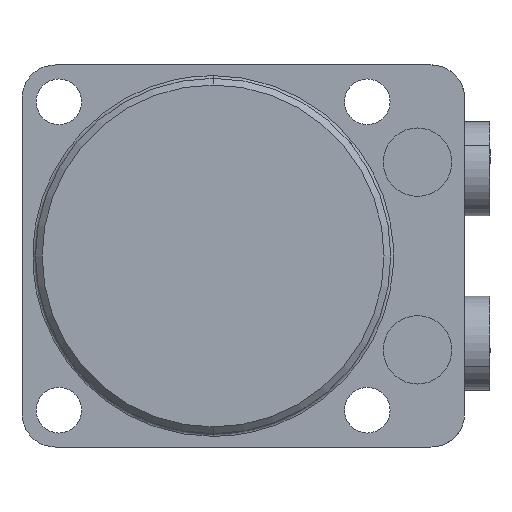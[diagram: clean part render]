
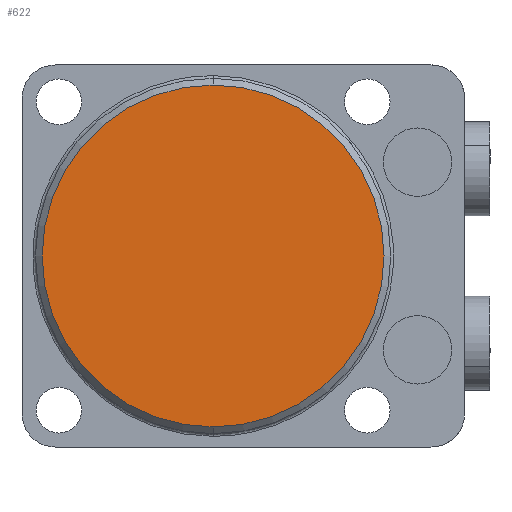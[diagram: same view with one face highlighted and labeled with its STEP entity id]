
A CAD part, front view. The second image highlights one B-rep face of the part: STEP entity #622.
In plain terms, the highlighted planar face has unit normal (0, -1, 0).
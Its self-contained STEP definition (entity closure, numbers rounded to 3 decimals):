
#404 = DIRECTION ( 'NONE',  ( 0., 0., -1. ) ) ;
#422 = DIRECTION ( 'NONE',  ( 0., -1., 0. ) ) ;
#494 = CARTESIAN_POINT ( 'NONE',  ( 0., -66.5, 0. ) ) ;
#518 = PLANE ( 'NONE',  #2840 ) ;
#557 = EDGE_CURVE ( 'NONE', #4236, #871, #1459, .T. ) ;
#587 = EDGE_CURVE ( 'NONE', #871, #4236, #732, .T. ) ;
#622 = ADVANCED_FACE ( 'NONE', ( #2163 ), #518, .T. ) ;
#732 = CIRCLE ( 'NONE', #2806, 25.5 ) ;
#871 = VERTEX_POINT ( 'NONE', #1573 ) ;
#1242 = EDGE_LOOP ( 'NONE', ( #3159, #3152 ) ) ;
#1459 = CIRCLE ( 'NONE', #2791, 25.5 ) ;
#1573 = CARTESIAN_POINT ( 'NONE',  ( 0., -66.5, -25.5 ) ) ;
#2163 = FACE_OUTER_BOUND ( 'NONE', #1242, .T. ) ;
#2386 = DIRECTION ( 'NONE',  ( 0., 0., 1. ) ) ;
#2387 = DIRECTION ( 'NONE',  ( 0., 1., 0. ) ) ;
#2388 = CARTESIAN_POINT ( 'NONE',  ( 0., -66.5, 0. ) ) ;
#2791 = AXIS2_PLACEMENT_3D ( 'NONE', #3524, #3523, #3522 ) ;
#2806 = AXIS2_PLACEMENT_3D ( 'NONE', #2388, #2387, #2386 ) ;
#2840 = AXIS2_PLACEMENT_3D ( 'NONE', #494, #422, #404 ) ;
#3152 = ORIENTED_EDGE ( 'NONE', *, *, #587, .F. ) ;
#3159 = ORIENTED_EDGE ( 'NONE', *, *, #557, .F. ) ;
#3522 = DIRECTION ( 'NONE',  ( 0., 0., 1. ) ) ;
#3523 = DIRECTION ( 'NONE',  ( 0., 1., 0. ) ) ;
#3524 = CARTESIAN_POINT ( 'NONE',  ( 0., -66.5, 0. ) ) ;
#4236 = VERTEX_POINT ( 'NONE', #4244 ) ;
#4244 = CARTESIAN_POINT ( 'NONE',  ( 0., -66.5, 25.5 ) ) ;
